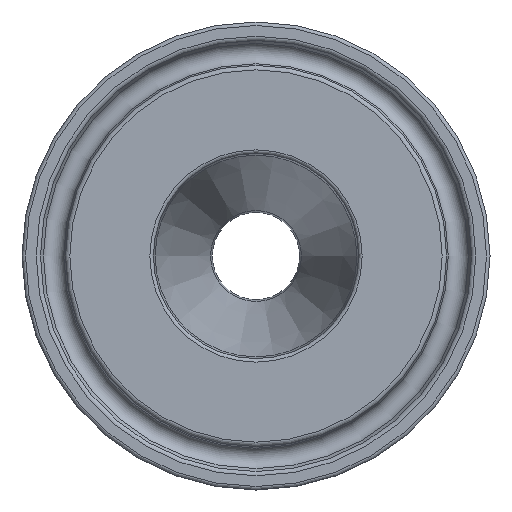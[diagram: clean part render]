
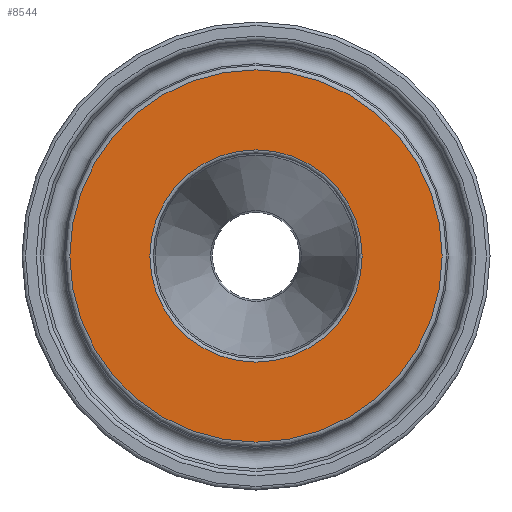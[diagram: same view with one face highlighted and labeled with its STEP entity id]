
A CAD part, left-side view. The second image highlights one B-rep face of the part: STEP entity #8544.
In plain terms, the highlighted planar face has unit normal (-1, 0, 0).
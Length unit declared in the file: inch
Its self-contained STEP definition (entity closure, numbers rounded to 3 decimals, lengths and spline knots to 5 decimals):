
#147=FACE_BOUND('',#1571,.T.);
#366=PLANE('',#9070);
#1028=FACE_OUTER_BOUND('',#1570,.T.);
#1570=EDGE_LOOP('',(#7889));
#1571=EDGE_LOOP('',(#7890));
#1825=CIRCLE('',#9069,0.45);
#1826=CIRCLE('',#9071,0.78916);
#4200=VERTEX_POINT('',#18541);
#4201=VERTEX_POINT('',#18544);
#5441=EDGE_CURVE('',#4200,#4200,#1825,.T.);
#5442=EDGE_CURVE('',#4201,#4201,#1826,.T.);
#7889=ORIENTED_EDGE('',*,*,#5442,.F.);
#7890=ORIENTED_EDGE('',*,*,#5441,.F.);
#8544=ADVANCED_FACE('',(#1028,#147),#366,.T.);
#9069=AXIS2_PLACEMENT_3D('',#18542,#10672,#10673);
#9070=AXIS2_PLACEMENT_3D('',#18543,#10674,#10675);
#9071=AXIS2_PLACEMENT_3D('',#18545,#10676,#10677);
#10672=DIRECTION('center_axis',(-1.,0.,0.));
#10673=DIRECTION('ref_axis',(0.,-1.,0.));
#10674=DIRECTION('center_axis',(-1.,0.,0.));
#10675=DIRECTION('ref_axis',(0.,0.,1.));
#10676=DIRECTION('center_axis',(1.,0.,0.));
#10677=DIRECTION('ref_axis',(0.,-1.,0.));
#18541=CARTESIAN_POINT('',(-0.5,0.45,0.));
#18542=CARTESIAN_POINT('Origin',(-0.5,0.,0.));
#18543=CARTESIAN_POINT('Origin',(-0.5,0.80316,0.));
#18544=CARTESIAN_POINT('',(-0.5,0.78916,0.));
#18545=CARTESIAN_POINT('Origin',(-0.5,0.,0.));
